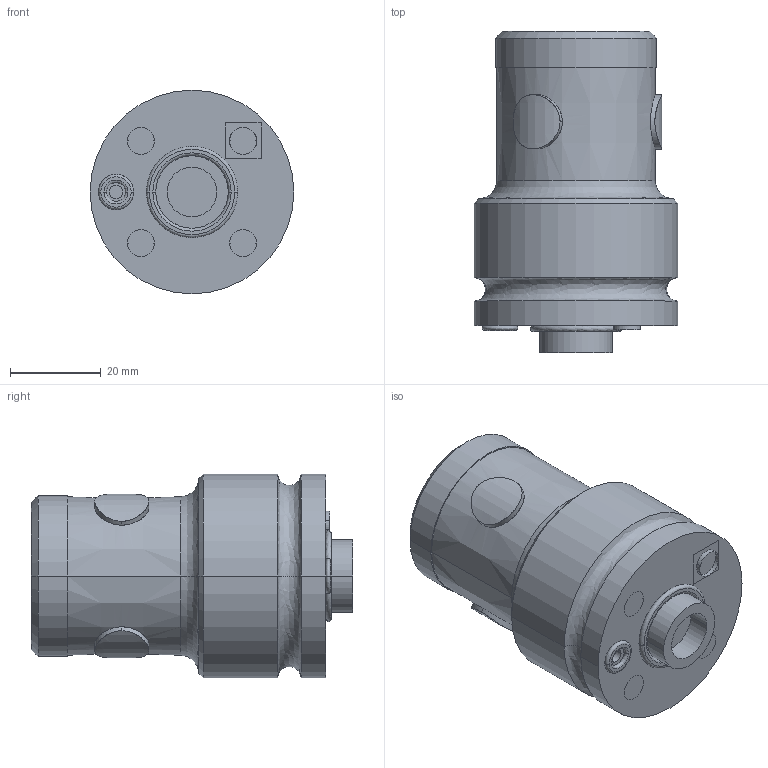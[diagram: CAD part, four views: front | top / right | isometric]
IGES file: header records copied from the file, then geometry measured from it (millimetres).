
Start section:  PTC IGES file: ilc15821301.igs
Global section: file name: ilc15821301.igs; native system: Creo Parametric by Parametric Technology Corporation; preprocessor: 2013320; author: jweaver; organization: Unknown; date: 20200430.072741; units: inch
Bounding box: 45 x 71 x 45 mm (x, y, z)
Surface area: 14516.3 mm2 (no closed solid volume)
Topology: 0 solids, 0 shells, 93 faces, 410 edges, 414 vertices
Faces by surface type: revolution 73, bspline 20
